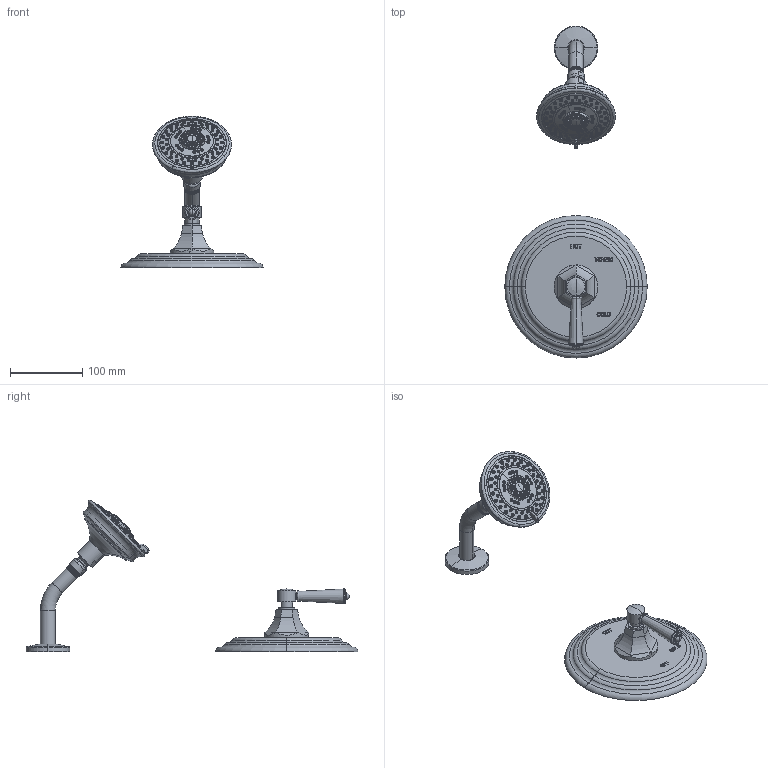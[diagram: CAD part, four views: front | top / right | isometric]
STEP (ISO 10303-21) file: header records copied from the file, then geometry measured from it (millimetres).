
FILE_DESCRIPTION((''),'2;1');
FILE_NAME('3-1204BP','2021-05-27T09:53:00',('jinson.thomas'),(''),'CREO PARAMETRIC BY PTC INC, 2018400','CREO PARAMETRIC BY PTC INC, 2018400','');
FILE_SCHEMA(('CONFIG_CONTROL_DESIGN'));
Length unit declared in the file: inch
Products named in the file (1): 3-1204BP
Bounding box: 196.85 x 458.85 x 209.53 mm (x, y, z)
Volume: 860840.5 mm3; surface area: 124247.5 mm2
Topology: 2 solids, 2 shells, 1320 faces, 2908 edges, 1761 vertices
Faces by surface type: torus 345, cone 304, plane 271, cylinder 212, bspline 96, extrusion 80, sphere 10, revolution 2
Entity records: 75828 total; most frequent: CARTESIAN_POINT 47746, ORIENTED_EDGE 5804, DIRECTION 5624, EDGE_CURVE 2902, AXIS2_PLACEMENT_3D 2269, VERTEX_POINT 1761, EDGE_LOOP 1511, FACE_OUTER_BOUND 1320
